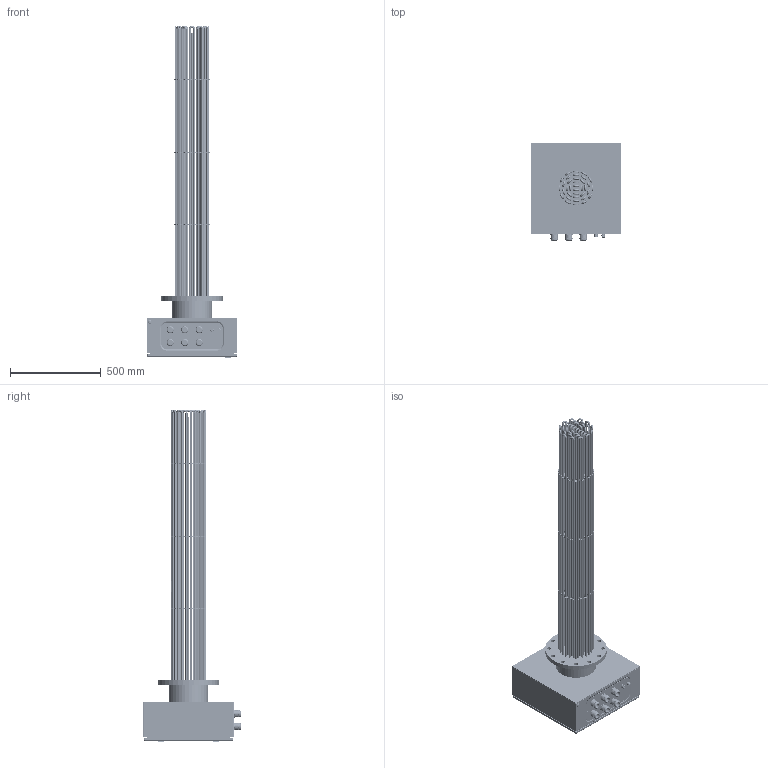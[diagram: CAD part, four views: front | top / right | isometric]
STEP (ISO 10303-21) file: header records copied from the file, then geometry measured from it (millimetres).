
FILE_DESCRIPTION (( 'STEP AP214' ), '1' );
FILE_NAME ('180033 - SSFHK 240 kW DN200 ET 1500 STEP.STEP', '2021-06-08T07:39:30', ( '' ), ( '' ), 'SwSTEP 2.0', 'SolidWorks 2021', '' );
FILE_SCHEMA (( 'AUTOMOTIVE_DESIGN' ));
Length unit declared in the file: millimetre
Products named in the file (24): FSR STB^Fühlerschutzrohre_SSFHK; STB TF^Fühlerschutzrohre_SSFHK_1500 mm; DECEKL 500^AK 500x500x210_Anschlusskasten_SSFHK; SCHLOSS 1 500^AK 500x500x210_Anschlusskasten_SSFHK; BODY 500^AK 500x500x210_Anschlusskasten_SSFHK; 180033 - SSFHK 240 kW DN200 ET 1500 STEP; Fühlerschutzrohre^SSFHK_DN200 - 1500 mm; Messingbrücken^SSFHK_TYP H - DN200 - 36 RHK; AK 500x500x210^Anschlusskasten_SSFHK; KV M16 WT MS^Kabelverschraubung_SSFHK; KV M40 WT MS^Kabelverschraubung_SSFHK; Distanzscheiben^SSFHK_DN200 - 36 RHK; Kabelverschraubung^SSFHK_6xM40+M20+M16; KV M20 WT MS^Kabelverschraubung_SSFHK; Anschlusskastenplatte^SSFHK_500; VM^SSFHK_DN200 - 36 RHK - 1500mm; WB 10er^Fühlerschutzrohre_SSFHK; Flansch^SSFHK_DN200 - 36 RHK; RHK^Rohrheizkörper_SSFHK_ET 1500; SCHLOSS 2 500^AK 500x500x210_Anschlusskasten_SSFHK; Kühlstrecke^SSFHK_DN200; BODENPALTTE 500^AK 500x500x210_Anschlusskasten_SSFHK; Rohrheizkörper^SSFHK_DN200 - 36 RHK - 1500 mm; Anschlusskasten^SSFHK_500x500x210
Assembly tree (65 placements, depth 4):
  180033 - SSFHK 240 kW DN200 ET 1500 STEP
    Flansch^SSFHK_DN200 - 36 RHK
    Rohrheizkörper^SSFHK_DN200 - 36 RHK - 1500 mm
      RHK^Rohrheizkörper_SSFHK_ET 1500  x36
    Distanzscheiben^SSFHK_DN200 - 36 RHK  x3
    Kühlstrecke^SSFHK_DN200
    Anschlusskastenplatte^SSFHK_500
    Fühlerschutzrohre^SSFHK_DN200 - 1500 mm
      FSR STB^Fühlerschutzrohre_SSFHK
      STB TF^Fühlerschutzrohre_SSFHK_1500 mm
      WB 10er^Fühlerschutzrohre_SSFHK
    Anschlusskasten^SSFHK_500x500x210
      AK 500x500x210^Anschlusskasten_SSFHK
        BODY 500^AK 500x500x210_Anschlusskasten_SSFHK
        DECEKL 500^AK 500x500x210_Anschlusskasten_SSFHK
        SCHLOSS 1 500^AK 500x500x210_Anschlusskasten_SSFHK
        SCHLOSS 2 500^AK 500x500x210_Anschlusskasten_SSFHK
        BODENPALTTE 500^AK 500x500x210_Anschlusskasten_SSFHK
    Kabelverschraubung^SSFHK_6xM40+M20+M16
      KV M16 WT MS^Kabelverschraubung_SSFHK
      KV M20 WT MS^Kabelverschraubung_SSFHK
      KV M40 WT MS^Kabelverschraubung_SSFHK  x6
    Messingbrücken^SSFHK_TYP H - DN200 - 36 RHK
    VM^SSFHK_DN200 - 36 RHK - 1500mm
Bounding box: 500 x 538.43 x 1834 mm (x, y, z)
Volume: 8078578.1 mm3; surface area: 9455631.4 mm2
Topology: 86 solids, 86 shells, 9030 faces, 25428 edges, 16642 vertices
Faces by surface type: cylinder 6262, plane 2187, torus 306, cone 184, bspline 91
Entity records: 144801 total; most frequent: CARTESIAN_POINT 28287, DIRECTION 23176, ORIENTED_EDGE 21220, EDGE_CURVE 10610, AXIS2_PLACEMENT_3D 9141, VERTEX_POINT 6946, CIRCLE 5316, LINE 4894
